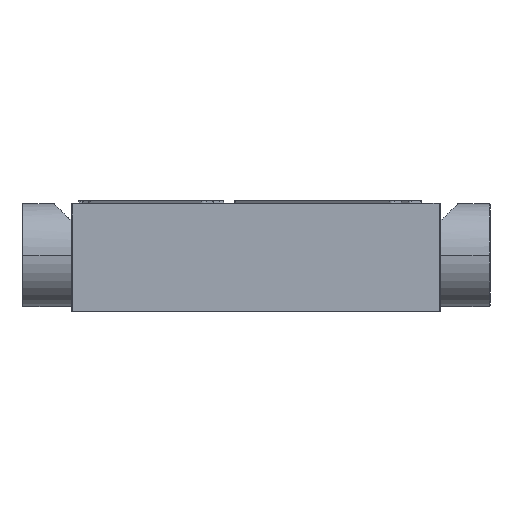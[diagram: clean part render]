
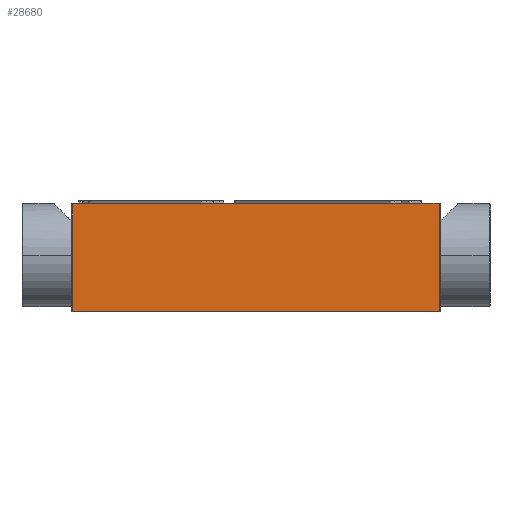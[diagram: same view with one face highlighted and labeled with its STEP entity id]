
A CAD part, front view. The second image highlights one B-rep face of the part: STEP entity #28680.
In plain terms, the highlighted planar face has unit normal (0, -1, 0).
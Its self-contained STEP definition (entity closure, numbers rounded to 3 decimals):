
#15910=CARTESIAN_POINT('',(-722.,-611.5,143.));
#15920=VERTEX_POINT('',#15910);
#15950=CARTESIAN_POINT('',(0.,-611.5,143.));
#15960=DIRECTION('',(1.,0.,0.));
#15970=VECTOR('',#15960,1.);
#15980=LINE('',#15950,#15970);
#15990=CARTESIAN_POINT('',(-1009.265,-611.5,143.));
#16000=VERTEX_POINT('',#15990);
#16010=EDGE_CURVE('',#16000,#15920,#15980,.T.);
#27790=CARTESIAN_POINT('',(-1221.,-611.5,122.));
#27800=DIRECTION('',(0.,0.,-1.));
#27810=VECTOR('',#27800,1.);
#27820=LINE('',#27790,#27810);
#27830=CARTESIAN_POINT('',(-1221.,-611.5,142.));
#27840=VERTEX_POINT('',#27830);
#27850=CARTESIAN_POINT('',(-1221.,-611.5,-4.5));
#27860=VERTEX_POINT('',#27850);
#27870=EDGE_CURVE('',#27840,#27860,#27820,.T.);
#28250=CARTESIAN_POINT('',(-722.,-611.5,-4.5));
#28260=VERTEX_POINT('',#28250);
#28290=CARTESIAN_POINT('',(-722.,-611.5,122.));
#28300=DIRECTION('',(0.,0.,-1.));
#28310=VECTOR('',#28300,1.);
#28320=LINE('',#28290,#28310);
#28330=EDGE_CURVE('',#15920,#28260,#28320,.T.);
#28380=CARTESIAN_POINT('',(-730.,-611.5,122.5));
#28390=DIRECTION('',(0.,1.,0.));
#28400=DIRECTION('',(1.,0.,0.));
#28410=AXIS2_PLACEMENT_3D('',#28380,#28390,#28400);
#28420=PLANE('',#28410);
#28430=ORIENTED_EDGE('',*,*,#28330,.F.);
#28440=CARTESIAN_POINT('',(-721.5,-611.5,-4.5));
#28450=DIRECTION('',(-1.,0.,0.));
#28460=VECTOR('',#28450,1.);
#28470=LINE('',#28440,#28460);
#28480=EDGE_CURVE('',#28260,#27860,#28470,.T.);
#28490=ORIENTED_EDGE('',*,*,#28480,.F.);
#28500=ORIENTED_EDGE('',*,*,#27870,.T.);
#28510=CARTESIAN_POINT('',(0.,-611.5,142.));
#28520=DIRECTION('',(1.,0.,0.));
#28530=VECTOR('',#28520,1.);
#28540=LINE('',#28510,#28530);
#28550=CARTESIAN_POINT('',(-1009.265,-611.5,142.));
#28560=VERTEX_POINT('',#28550);
#28570=EDGE_CURVE('',#27840,#28560,#28540,.T.);
#28580=ORIENTED_EDGE('',*,*,#28570,.F.);
#28590=CARTESIAN_POINT('',(-1009.265,-611.5,122.));
#28600=DIRECTION('',(0.,0.,1.));
#28610=VECTOR('',#28600,1.);
#28620=LINE('',#28590,#28610);
#28630=EDGE_CURVE('',#28560,#16000,#28620,.T.);
#28640=ORIENTED_EDGE('',*,*,#28630,.F.);
#28650=ORIENTED_EDGE('',*,*,#16010,.F.);
#28660=EDGE_LOOP('',(#28650,#28640,#28580,#28500,#28490,#28430));
#28670=FACE_OUTER_BOUND('',#28660,.T.);
#28680=ADVANCED_FACE('',(#28670),#28420,.F.);
